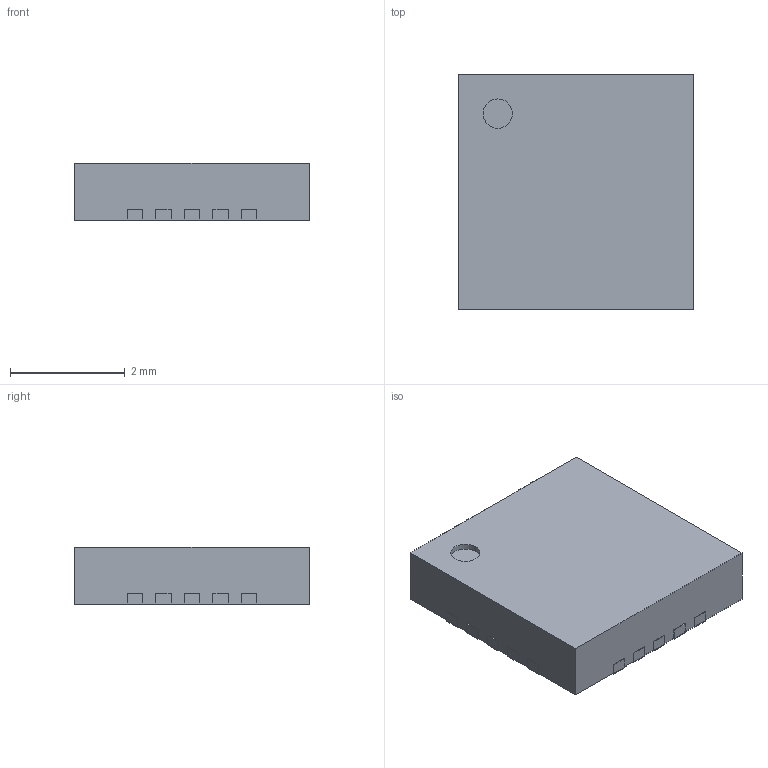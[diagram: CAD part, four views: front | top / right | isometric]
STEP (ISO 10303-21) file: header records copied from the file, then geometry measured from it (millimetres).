
FILE_DESCRIPTION(('Open CASCADE Model'),'2;1');
FILE_NAME('Open CASCADE Shape Model','2020-03-19T16:12:19',('Author'),( 'Open CASCADE'),'Open CASCADE STEP processor 6.8','Open CASCADE 6.8' ,'Unknown');
FILE_SCHEMA(('AUTOMOTIVE_DESIGN_CC2 { 1 2 10303 214 -1 1 5 4 }'));
Length unit declared in the file: millimetre
Products named in the file (7): QFN50P400X400X100_HS-21N.step; Open CASCADE STEP translator 6.8 10.1; Body; Open CASCADE STEP translator 6.8 10.2.1; Thermal_Shape; Pin_Shape; Open CASCADE STEP translator 6.8 10.4.1
Assembly tree (25 placements, depth 3):
  QFN50P400X400X100_HS-21N.step
    Open CASCADE STEP translator 6.8 10.1
    Body
      Open CASCADE STEP translator 6.8 10.2.1
    Thermal_Shape
    Pin_Shape  x20
      Open CASCADE STEP translator 6.8 10.4.1
Bounding box: 4.12 x 4.12 x 1 mm (x, y, z)
Volume: 16.7 mm3; surface area: 69.5 mm2
Topology: 22 solids, 23 shells, 296 faces, 591 edges, 341 vertices
Faces by surface type: plane 295, cylinder 1
Full cylindrical faces by diameter (mm): 0.512 x1
Entity records: 1820 total; most frequent: DIRECTION 288, CARTESIAN_POINT 277, LINE 168, VECTOR 168, ORIENTED_EDGE 117, PCURVE 117, DEFINITIONAL_REPRESENTATION 117, AXIS2_PLACEMENT_3D 59
